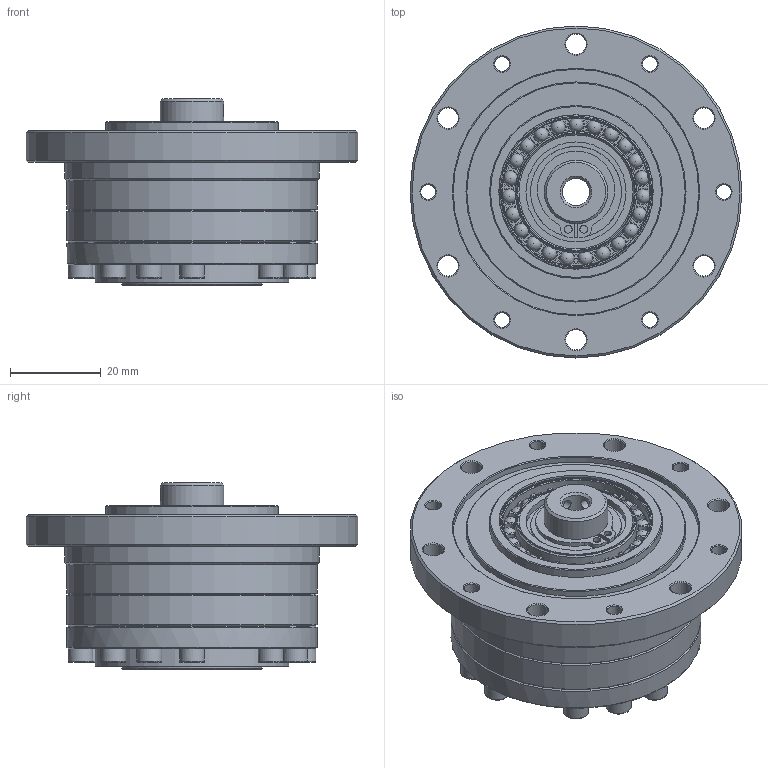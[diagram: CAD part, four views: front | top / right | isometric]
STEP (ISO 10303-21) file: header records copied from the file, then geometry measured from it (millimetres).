
FILE_DESCRIPTION(/* description */ (''),/* implementation_level */ '2;1');
FILE_NAME(/* name */ 'AK0002P1-修改.stp',/* time_stamp */ '2018-12-07T16:47:59+08:00',/* author */ ('yin210'),/* organization */ (''),/* preprocessor_version */ 'ST-DEVELOPER v15.2',/* originating_system */ 'Autodesk Inventor 2014',/* authorisation */ '');
FILE_SCHEMA (('AUTOMOTIVE_DESIGN { 1 0 10303 214 3 1 1 }'));
Length unit declared in the file: centimetre
Products named in the file (1): AK0002P1-修改
Bounding box: 73 x 73 x 41 mm (x, y, z)
Volume: 86143.1 mm3; surface area: 20940.7 mm2
Topology: 1 solids, 1 shells, 542 faces, 1338 edges, 832 vertices
Faces by surface type: plane 190, cylinder 185, cone 78, torus 64, sphere 23, bspline 2
Full cylindrical faces by diameter (mm): 1.7 x2, 2 x3, 2.459 x2, 3.242 x18, 4.5 x6, 5.5 x12, 6 x1, 8 x1, 10 x1, 11 x1, 13.4 x1, 14 x1, 20 x1, 22 x1, 25 x1, 25.07 x1, 26.67 x1, 28.4 x1, 29.8 x1, 31 x1, 32.37 x1, 33.89 x1, 38 x1, 42.5 x1, 48.4 x1, 54 x1, 55 x3, 56 x1, 73 x1
Entity records: 15132 total; most frequent: CARTESIAN_POINT 3003, DIRECTION 2700, ORIENTED_EDGE 2178, AXIS2_PLACEMENT_3D 1209, EDGE_CURVE 1043, EDGE_LOOP 786, VERTEX_POINT 717, CIRCLE 668
